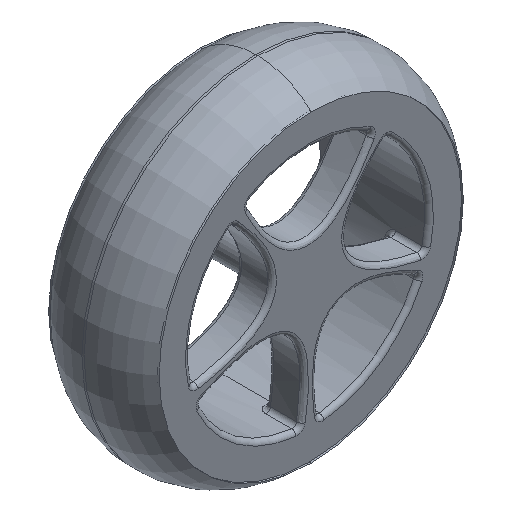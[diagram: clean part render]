
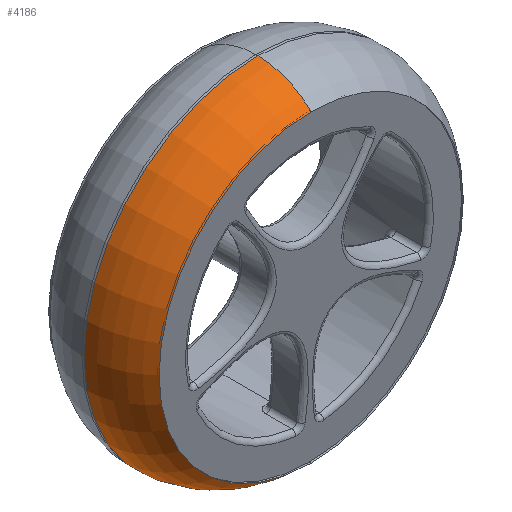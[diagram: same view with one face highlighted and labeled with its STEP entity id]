
A CAD part, isometric view. The second image highlights one B-rep face of the part: STEP entity #4186.
In plain terms, the highlighted toroidal (fillet/blend) face has major radius 45 mm and minor radius 35 mm.
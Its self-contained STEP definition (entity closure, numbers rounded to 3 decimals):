
#34 = VERTEX_POINT ( 'NONE', #1175 ) ;
#231 = FACE_OUTER_BOUND ( 'NONE', #349, .T. ) ;
#349 = EDGE_LOOP ( 'NONE', ( #4618, #413, #3273, #1397 ) ) ;
#405 = DIRECTION ( 'NONE',  ( 1., 0., 0. ) ) ;
#413 = ORIENTED_EDGE ( 'NONE', *, *, #1299, .F. ) ;
#635 = CARTESIAN_POINT ( 'NONE',  ( 0., 11.995, 0. ) ) ;
#785 = AXIS2_PLACEMENT_3D ( 'NONE', #4762, #3225, #4788 ) ;
#955 = DIRECTION ( 'NONE',  ( -1., 0., 0. ) ) ;
#1175 = CARTESIAN_POINT ( 'NONE',  ( 0., -12.5, -70. ) ) ;
#1184 = CIRCLE ( 'NONE', #4940, 80. ) ;
#1187 = CIRCLE ( 'NONE', #3238, 35. ) ;
#1299 = EDGE_CURVE ( 'NONE', #2788, #4646, #1184, .T. ) ;
#1397 = ORIENTED_EDGE ( 'NONE', *, *, #2289, .T. ) ;
#1754 = DIRECTION ( 'NONE',  ( 0., 0., -1. ) ) ;
#1768 = EDGE_CURVE ( 'NONE', #4646, #3124, #1187, .T. ) ;
#2244 = CARTESIAN_POINT ( 'NONE',  ( 0., -12.5, 70. ) ) ;
#2289 = EDGE_CURVE ( 'NONE', #34, #3124, #2989, .T. ) ;
#2788 = VERTEX_POINT ( 'NONE', #4679 ) ;
#2989 = CIRCLE ( 'NONE', #785, 70. ) ;
#3124 = VERTEX_POINT ( 'NONE', #2244 ) ;
#3225 = DIRECTION ( 'NONE',  ( 0., 1., 0. ) ) ;
#3238 = AXIS2_PLACEMENT_3D ( 'NONE', #3524, #405, #3553 ) ;
#3273 = ORIENTED_EDGE ( 'NONE', *, *, #4875, .T. ) ;
#3302 = CARTESIAN_POINT ( 'NONE',  ( 0., 11.995, -45. ) ) ;
#3344 = DIRECTION ( 'NONE',  ( 0., 1., 0. ) ) ;
#3391 = DIRECTION ( 'NONE',  ( 0., -1., 0. ) ) ;
#3524 = CARTESIAN_POINT ( 'NONE',  ( 0., 11.995, 45. ) ) ;
#3553 = DIRECTION ( 'NONE',  ( 0., 0., -1. ) ) ;
#3744 = AXIS2_PLACEMENT_3D ( 'NONE', #3302, #955, #4861 ) ;
#3779 = DIRECTION ( 'NONE',  ( 0., 0., -1. ) ) ;
#3812 = AXIS2_PLACEMENT_3D ( 'NONE', #4974, #3391, #3779 ) ;
#4186 = ADVANCED_FACE ( 'NONE', ( #231 ), #4804, .T. ) ;
#4618 = ORIENTED_EDGE ( 'NONE', *, *, #1768, .F. ) ;
#4646 = VERTEX_POINT ( 'NONE', #4896 ) ;
#4679 = CARTESIAN_POINT ( 'NONE',  ( 0., 11.995, -80. ) ) ;
#4762 = CARTESIAN_POINT ( 'NONE',  ( 0., -12.5, 0. ) ) ;
#4788 = DIRECTION ( 'NONE',  ( 0., 0., 1. ) ) ;
#4804 = TOROIDAL_SURFACE ( 'NONE', #3812, 45., 35. ) ;
#4861 = DIRECTION ( 'NONE',  ( 0., 0., 1. ) ) ;
#4875 = EDGE_CURVE ( 'NONE', #2788, #34, #4884, .T. ) ;
#4884 = CIRCLE ( 'NONE', #3744, 35. ) ;
#4896 = CARTESIAN_POINT ( 'NONE',  ( 0., 11.995, 80. ) ) ;
#4940 = AXIS2_PLACEMENT_3D ( 'NONE', #635, #3344, #1754 ) ;
#4974 = CARTESIAN_POINT ( 'NONE',  ( 0., 11.995, 0. ) ) ;
